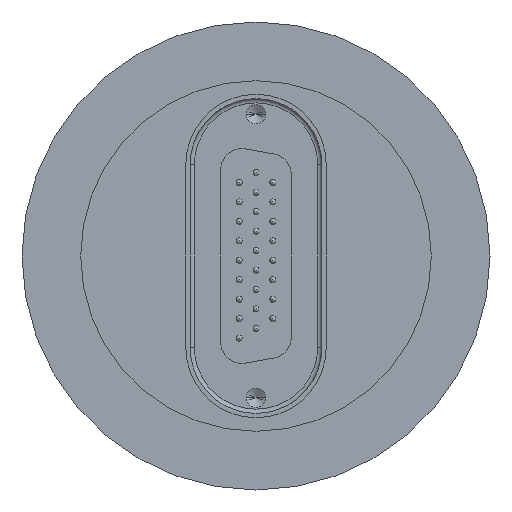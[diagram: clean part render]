
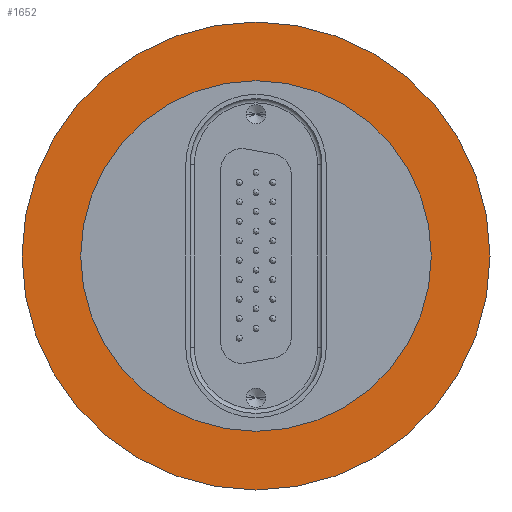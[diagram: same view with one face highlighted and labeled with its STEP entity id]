
A CAD part, left-side view. The second image highlights one B-rep face of the part: STEP entity #1652.
In plain terms, the highlighted planar face has unit normal (-1, 0, 0).
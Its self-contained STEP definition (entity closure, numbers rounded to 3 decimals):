
#760 = DIRECTION ( 'NONE',  ( 1., 0., 0. ) ) ;
#1001 = CIRCLE ( 'NONE', #2559, 20.6 ) ;
#1094 = EDGE_LOOP ( 'NONE', ( #8026, #2568 ) ) ;
#1137 = ORIENTED_EDGE ( 'NONE', *, *, #5426, .F. ) ;
#1458 = VERTEX_POINT ( 'NONE', #2713 ) ;
#1512 = CIRCLE ( 'NONE', #2872, 27.5 ) ;
#1652 = ADVANCED_FACE ( 'NONE', ( #9047, #11605 ), #9101, .F. ) ;
#1842 = EDGE_CURVE ( 'NONE', #11153, #7805, #5462, .T. ) ;
#1856 = DIRECTION ( 'NONE',  ( -1., 0., 0. ) ) ;
#1876 = VERTEX_POINT ( 'NONE', #4092 ) ;
#2559 = AXIS2_PLACEMENT_3D ( 'NONE', #10654, #11640, #7002 ) ;
#2568 = ORIENTED_EDGE ( 'NONE', *, *, #9230, .T. ) ;
#2612 = EDGE_LOOP ( 'NONE', ( #9691, #1137 ) ) ;
#2713 = CARTESIAN_POINT ( 'NONE',  ( 0., 0., -27.5 ) ) ;
#2732 = AXIS2_PLACEMENT_3D ( 'NONE', #7325, #5508, #9225 ) ;
#2872 = AXIS2_PLACEMENT_3D ( 'NONE', #10186, #1856, #8993 ) ;
#3806 = DIRECTION ( 'NONE',  ( -1., 0., 0. ) ) ;
#4092 = CARTESIAN_POINT ( 'NONE',  ( 0., 0., 27.5 ) ) ;
#4884 = CARTESIAN_POINT ( 'NONE',  ( 0., 0., -20.6 ) ) ;
#5426 = EDGE_CURVE ( 'NONE', #7805, #11153, #1001, .T. ) ;
#5462 = CIRCLE ( 'NONE', #2732, 20.6 ) ;
#5508 = DIRECTION ( 'NONE',  ( -1., 0., 0. ) ) ;
#5838 = AXIS2_PLACEMENT_3D ( 'NONE', #11783, #760, #9883 ) ;
#6123 = AXIS2_PLACEMENT_3D ( 'NONE', #8445, #3806, #7527 ) ;
#7002 = DIRECTION ( 'NONE',  ( 0., 0., 1. ) ) ;
#7198 = EDGE_CURVE ( 'NONE', #1876, #1458, #10388, .T. ) ;
#7325 = CARTESIAN_POINT ( 'NONE',  ( 0., 0., 0. ) ) ;
#7527 = DIRECTION ( 'NONE',  ( 0., 0., 1. ) ) ;
#7805 = VERTEX_POINT ( 'NONE', #4884 ) ;
#8026 = ORIENTED_EDGE ( 'NONE', *, *, #7198, .T. ) ;
#8445 = CARTESIAN_POINT ( 'NONE',  ( 0., 0., 0. ) ) ;
#8569 = CARTESIAN_POINT ( 'NONE',  ( 0., 0., 20.6 ) ) ;
#8993 = DIRECTION ( 'NONE',  ( 0., 0., 1. ) ) ;
#9047 = FACE_BOUND ( 'NONE', #2612, .T. ) ;
#9101 = PLANE ( 'NONE',  #5838 ) ;
#9225 = DIRECTION ( 'NONE',  ( 0., 0., 1. ) ) ;
#9230 = EDGE_CURVE ( 'NONE', #1458, #1876, #1512, .T. ) ;
#9691 = ORIENTED_EDGE ( 'NONE', *, *, #1842, .F. ) ;
#9883 = DIRECTION ( 'NONE',  ( 0., 0., -1. ) ) ;
#10186 = CARTESIAN_POINT ( 'NONE',  ( 0., 0., 0. ) ) ;
#10388 = CIRCLE ( 'NONE', #6123, 27.5 ) ;
#10654 = CARTESIAN_POINT ( 'NONE',  ( 0., 0., 0. ) ) ;
#11153 = VERTEX_POINT ( 'NONE', #8569 ) ;
#11605 = FACE_OUTER_BOUND ( 'NONE', #1094, .T. ) ;
#11640 = DIRECTION ( 'NONE',  ( -1., 0., 0. ) ) ;
#11783 = CARTESIAN_POINT ( 'NONE',  ( 0., 0., -27.5 ) ) ;
